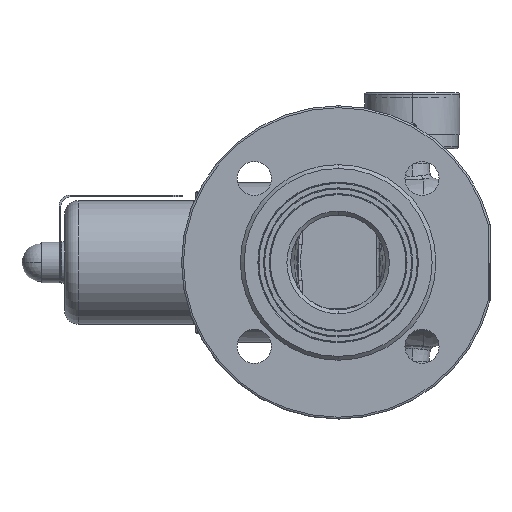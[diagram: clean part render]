
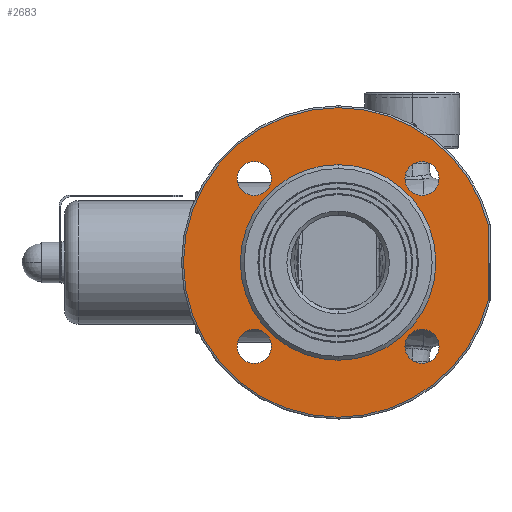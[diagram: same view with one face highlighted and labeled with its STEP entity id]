
A CAD part, left-side view. The second image highlights one B-rep face of the part: STEP entity #2683.
In plain terms, the highlighted planar face has unit normal (-1, 0, 0).
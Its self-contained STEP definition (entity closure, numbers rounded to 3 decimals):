
#2294 = EDGE_CURVE ( 'NONE', #2310, #2309, #98266, .T. ) ;
#2309 = VERTEX_POINT ( 'NONE', #98316 ) ;
#2310 = VERTEX_POINT ( 'NONE', #98405 ) ;
#2388 = EDGE_LOOP ( 'NONE', ( #2453, #2574 ) ) ;
#2399 = EDGE_CURVE ( 'NONE', #61371, #61378, #99787, .T. ) ;
#2451 = EDGE_LOOP ( 'NONE', ( #2473, #2621 ) ) ;
#2453 = ORIENTED_EDGE ( 'NONE', *, *, #2399, .F. ) ;
#2473 = ORIENTED_EDGE ( 'NONE', *, *, #2609, .F. ) ;
#2489 = EDGE_CURVE ( 'NONE', #2309, #2310, #100490, .T. ) ;
#2505 = ORIENTED_EDGE ( 'NONE', *, *, #2623, .F. ) ;
#2555 = ORIENTED_EDGE ( 'NONE', *, *, #61126, .F. ) ;
#2574 = ORIENTED_EDGE ( 'NONE', *, *, #60645, .F. ) ;
#2607 = EDGE_LOOP ( 'NONE', ( #2505, #2555 ) ) ;
#2609 = EDGE_CURVE ( 'NONE', #60657, #60635, #102638, .T. ) ;
#2621 = ORIENTED_EDGE ( 'NONE', *, *, #61604, .F. ) ;
#2623 = EDGE_CURVE ( 'NONE', #61139, #60634, #102977, .T. ) ;
#2669 = EDGE_LOOP ( 'NONE', ( #2740, #2769, #2854, #2851 ) ) ;
#2683 = ADVANCED_FACE ( 'NONE', ( #103392, #103390, #103388, #103386, #103385, #103384 ), #103469, .F. ) ;
#2690 = EDGE_CURVE ( 'NONE', #18467, #2741, #103444, .T. ) ;
#2709 = EDGE_LOOP ( 'NONE', ( #2732, #2780 ) ) ;
#2725 = ORIENTED_EDGE ( 'NONE', *, *, #60890, .F. ) ;
#2732 = ORIENTED_EDGE ( 'NONE', *, *, #2489, .F. ) ;
#2740 = ORIENTED_EDGE ( 'NONE', *, *, #19414, .T. ) ;
#2741 = VERTEX_POINT ( 'NONE', #103607 ) ;
#2745 = EDGE_CURVE ( 'NONE', #60901, #60899, #103687, .T. ) ;
#2764 = EDGE_CURVE ( 'NONE', #2741, #17593, #103918, .T. ) ;
#2769 = ORIENTED_EDGE ( 'NONE', *, *, #18626, .T. ) ;
#2780 = ORIENTED_EDGE ( 'NONE', *, *, #2294, .F. ) ;
#2791 = ORIENTED_EDGE ( 'NONE', *, *, #2745, .F. ) ;
#2851 = ORIENTED_EDGE ( 'NONE', *, *, #2764, .T. ) ;
#2854 = ORIENTED_EDGE ( 'NONE', *, *, #2690, .T. ) ;
#16557 = VERTEX_POINT ( 'NONE', #112607 ) ;
#17593 = VERTEX_POINT ( 'NONE', #113230 ) ;
#18467 = VERTEX_POINT ( 'NONE', #113439 ) ;
#18626 = EDGE_CURVE ( 'NONE', #16557, #18467, #113602, .T. ) ;
#19414 = EDGE_CURVE ( 'NONE', #17593, #16557, #114049, .T. ) ;
#42833 = EDGE_LOOP ( 'NONE', ( #2791, #2725 ) ) ;
#55296 = CARTESIAN_POINT ( 'NONE',  ( -113., 44.194, 35.194 ) ) ;
#55300 = CARTESIAN_POINT ( 'NONE',  ( -113., 44.194, -53.194 ) ) ;
#55352 = CARTESIAN_POINT ( 'NONE',  ( -113., -44.194, 44.194 ) ) ;
#55355 = CIRCLE ( 'NONE', #55365, 9. ) ;
#55365 = AXIS2_PLACEMENT_3D ( 'NONE', #55352, #55366, #55392 ) ;
#55366 = DIRECTION ( 'NONE',  ( -1., 0., 0. ) ) ;
#55371 = CIRCLE ( 'NONE', #55424, 9. ) ;
#55386 = CARTESIAN_POINT ( 'NONE',  ( -113., 44.194, 53.194 ) ) ;
#55392 = DIRECTION ( 'NONE',  ( 0., 0., 1. ) ) ;
#55414 = CARTESIAN_POINT ( 'NONE',  ( -113., -44.194, -35.194 ) ) ;
#55415 = DIRECTION ( 'NONE',  ( 0., 0., 1. ) ) ;
#55416 = DIRECTION ( 'NONE',  ( -1., 0., 0. ) ) ;
#55424 = AXIS2_PLACEMENT_3D ( 'NONE', #55430, #55416, #55415 ) ;
#55430 = CARTESIAN_POINT ( 'NONE',  ( -113., -44.194, -44.194 ) ) ;
#55455 = CARTESIAN_POINT ( 'NONE',  ( -113., -44.194, -53.194 ) ) ;
#55611 = CARTESIAN_POINT ( 'NONE',  ( -113., 44.194, -35.194 ) ) ;
#55639 = DIRECTION ( 'NONE',  ( 0., 0., 1. ) ) ;
#55640 = DIRECTION ( 'NONE',  ( -1., 0., 0. ) ) ;
#55641 = AXIS2_PLACEMENT_3D ( 'NONE', #55647, #55640, #55639 ) ;
#55642 = CIRCLE ( 'NONE', #55641, 9. ) ;
#55647 = CARTESIAN_POINT ( 'NONE',  ( -113., 44.194, -44.194 ) ) ;
#55690 = CARTESIAN_POINT ( 'NONE',  ( -113., -44.194, 35.194 ) ) ;
#55733 = CARTESIAN_POINT ( 'NONE',  ( -113., -44.194, 53.194 ) ) ;
#55735 = DIRECTION ( 'NONE',  ( 0., 0., 1. ) ) ;
#55736 = DIRECTION ( 'NONE',  ( -1., 0., 0. ) ) ;
#55737 = AXIS2_PLACEMENT_3D ( 'NONE', #55765, #55736, #55735 ) ;
#55755 = CIRCLE ( 'NONE', #55737, 9. ) ;
#55765 = CARTESIAN_POINT ( 'NONE',  ( -113., 44.194, 44.194 ) ) ;
#60634 = VERTEX_POINT ( 'NONE', #55300 ) ;
#60635 = VERTEX_POINT ( 'NONE', #55296 ) ;
#60645 = EDGE_CURVE ( 'NONE', #61378, #61371, #55355, .T. ) ;
#60657 = VERTEX_POINT ( 'NONE', #55386 ) ;
#60890 = EDGE_CURVE ( 'NONE', #60899, #60901, #55371, .T. ) ;
#60899 = VERTEX_POINT ( 'NONE', #55455 ) ;
#60901 = VERTEX_POINT ( 'NONE', #55414 ) ;
#61126 = EDGE_CURVE ( 'NONE', #60634, #61139, #55642, .T. ) ;
#61139 = VERTEX_POINT ( 'NONE', #55611 ) ;
#61371 = VERTEX_POINT ( 'NONE', #55733 ) ;
#61378 = VERTEX_POINT ( 'NONE', #55690 ) ;
#61604 = EDGE_CURVE ( 'NONE', #60635, #60657, #55755, .T. ) ;
#98266 = CIRCLE ( 'NONE', #98312, 51.5 ) ;
#98304 = CARTESIAN_POINT ( 'NONE',  ( -113., 0., 0. ) ) ;
#98312 = AXIS2_PLACEMENT_3D ( 'NONE', #98304, #98407, #98406 ) ;
#98316 = CARTESIAN_POINT ( 'NONE',  ( -113., 0., -51.5 ) ) ;
#98405 = CARTESIAN_POINT ( 'NONE',  ( -113., 0., 51.5 ) ) ;
#98406 = DIRECTION ( 'NONE',  ( 0., 0., 1. ) ) ;
#98407 = DIRECTION ( 'NONE',  ( -1., 0., 0. ) ) ;
#99787 = CIRCLE ( 'NONE', #99790, 9. ) ;
#99790 = AXIS2_PLACEMENT_3D ( 'NONE', #99840, #99839, #99838 ) ;
#99838 = DIRECTION ( 'NONE',  ( 0., 0., 1. ) ) ;
#99839 = DIRECTION ( 'NONE',  ( -1., 0., 0. ) ) ;
#99840 = CARTESIAN_POINT ( 'NONE',  ( -113., -44.194, 44.194 ) ) ;
#100480 = CARTESIAN_POINT ( 'NONE',  ( -113., 0., 0. ) ) ;
#100490 = CIRCLE ( 'NONE', #100597, 51.5 ) ;
#100571 = DIRECTION ( 'NONE',  ( 0., 0., 1. ) ) ;
#100572 = DIRECTION ( 'NONE',  ( -1., 0., 0. ) ) ;
#100597 = AXIS2_PLACEMENT_3D ( 'NONE', #100480, #100572, #100571 ) ;
#102548 = DIRECTION ( 'NONE',  ( 0., 0., 1. ) ) ;
#102551 = DIRECTION ( 'NONE',  ( -1., 0., 0. ) ) ;
#102552 = CARTESIAN_POINT ( 'NONE',  ( -113., 44.194, 44.194 ) ) ;
#102554 = AXIS2_PLACEMENT_3D ( 'NONE', #102552, #102551, #102548 ) ;
#102638 = CIRCLE ( 'NONE', #102554, 9. ) ;
#102958 = DIRECTION ( 'NONE',  ( 0., 0., 1. ) ) ;
#102960 = DIRECTION ( 'NONE',  ( -1., 0., 0. ) ) ;
#102961 = CARTESIAN_POINT ( 'NONE',  ( -113., 44.194, -44.194 ) ) ;
#102962 = AXIS2_PLACEMENT_3D ( 'NONE', #102961, #102960, #102958 ) ;
#102977 = CIRCLE ( 'NONE', #102962, 9. ) ;
#103384 = FACE_OUTER_BOUND ( 'NONE', #2669, .T. ) ;
#103385 = FACE_BOUND ( 'NONE', #2709, .T. ) ;
#103386 = FACE_BOUND ( 'NONE', #42833, .T. ) ;
#103388 = FACE_BOUND ( 'NONE', #2607, .T. ) ;
#103390 = FACE_BOUND ( 'NONE', #2451, .T. ) ;
#103392 = FACE_BOUND ( 'NONE', #2388, .T. ) ;
#103424 = DIRECTION ( 'NONE',  ( 0., 0., 1. ) ) ;
#103425 = DIRECTION ( 'NONE',  ( -1., 0., 0. ) ) ;
#103427 = CARTESIAN_POINT ( 'NONE',  ( -113., 0., 0. ) ) ;
#103444 = CIRCLE ( 'NONE', #103461, 81.5 ) ;
#103456 = DIRECTION ( 'NONE',  ( 0., 0., -1. ) ) ;
#103457 = DIRECTION ( 'NONE',  ( 1., 0., 0. ) ) ;
#103458 = CARTESIAN_POINT ( 'NONE',  ( -113., 51.5, 0. ) ) ;
#103459 = AXIS2_PLACEMENT_3D ( 'NONE', #103458, #103457, #103456 ) ;
#103461 = AXIS2_PLACEMENT_3D ( 'NONE', #103427, #103425, #103424 ) ;
#103469 = PLANE ( 'NONE',  #103459 ) ;
#103607 = CARTESIAN_POINT ( 'NONE',  ( -113., -79., -20.031 ) ) ;
#103682 = AXIS2_PLACEMENT_3D ( 'NONE', #103862, #103860, #103858 ) ;
#103687 = CIRCLE ( 'NONE', #103682, 9. ) ;
#103858 = DIRECTION ( 'NONE',  ( 0., 0., 1. ) ) ;
#103860 = DIRECTION ( 'NONE',  ( -1., 0., 0. ) ) ;
#103862 = CARTESIAN_POINT ( 'NONE',  ( -113., -44.194, -44.194 ) ) ;
#103917 = CARTESIAN_POINT ( 'NONE',  ( -113., -79., 0. ) ) ;
#103918 = LINE ( 'NONE', #103917, #103963 ) ;
#103955 = DIRECTION ( 'NONE',  ( 0., 0., 1. ) ) ;
#103963 = VECTOR ( 'NONE', #103955, 1000. ) ;
#112607 = CARTESIAN_POINT ( 'NONE',  ( -113., 0., 81.5 ) ) ;
#113230 = CARTESIAN_POINT ( 'NONE',  ( -113., -79., 20.031 ) ) ;
#113439 = CARTESIAN_POINT ( 'NONE',  ( -113., 0., -81.5 ) ) ;
#113584 = DIRECTION ( 'NONE',  ( 0., 0., 1. ) ) ;
#113587 = DIRECTION ( 'NONE',  ( -1., 0., 0. ) ) ;
#113589 = CARTESIAN_POINT ( 'NONE',  ( -113., 0., 0. ) ) ;
#113602 = CIRCLE ( 'NONE', #113607, 81.5 ) ;
#113607 = AXIS2_PLACEMENT_3D ( 'NONE', #113589, #113587, #113584 ) ;
#114037 = CARTESIAN_POINT ( 'NONE',  ( -113., 0., 0. ) ) ;
#114049 = CIRCLE ( 'NONE', #114051, 81.5 ) ;
#114051 = AXIS2_PLACEMENT_3D ( 'NONE', #114037, #114081, #114080 ) ;
#114080 = DIRECTION ( 'NONE',  ( 0., 0., 1. ) ) ;
#114081 = DIRECTION ( 'NONE',  ( -1., 0., 0. ) ) ;
